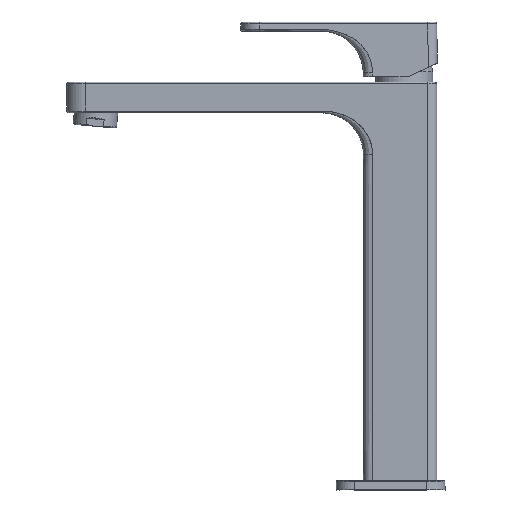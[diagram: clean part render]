
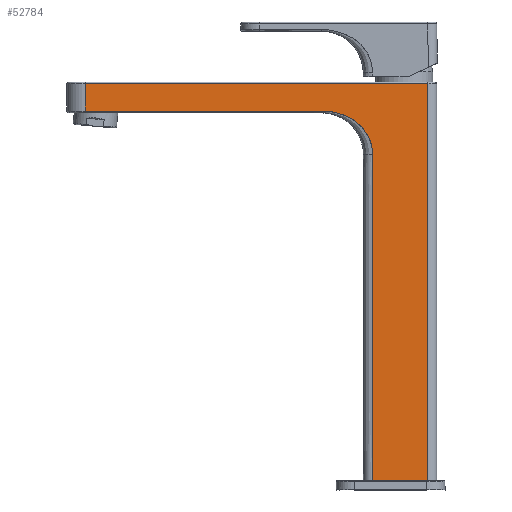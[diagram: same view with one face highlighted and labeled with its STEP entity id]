
A CAD part, left-side view. The second image highlights one B-rep face of the part: STEP entity #52784.
In plain terms, the highlighted planar face has unit normal (1, 0, 0).
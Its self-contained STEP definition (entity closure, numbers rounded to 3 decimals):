
#52709=CARTESIAN_POINT('Axis2P3D Location',(-18.,0.,0.)) ;
#52714=CARTESIAN_POINT('Line Origine',(-18.,17.5,90.)) ;
#52718=CARTESIAN_POINT('Vertex',(-18.,17.5,0.)) ;
#52720=CARTESIAN_POINT('Vertex',(-18.,17.5,180.)) ;
#52724=CARTESIAN_POINT('Control Point',(-18.,17.5,180.)) ;
#52725=CARTESIAN_POINT('Control Point',(-18.,17.499,181.983)) ;
#52726=CARTESIAN_POINT('Control Point',(-18.,17.679,184.013)) ;
#52727=CARTESIAN_POINT('Control Point',(-18.,18.135,186.042)) ;
#52728=CARTESIAN_POINT('Control Point',(-18.,19.564,190.006)) ;
#52729=CARTESIAN_POINT('Control Point',(-18.,21.913,193.555)) ;
#52730=CARTESIAN_POINT('Control Point',(-18.,23.306,195.202)) ;
#52731=CARTESIAN_POINT('Control Point',(-18.,26.6,198.318)) ;
#52732=CARTESIAN_POINT('Control Point',(-18.,30.47,200.62)) ;
#52733=CARTESIAN_POINT('Control Point',(-18.,32.619,201.595)) ;
#52734=CARTESIAN_POINT('Control Point',(-18.,36.513,202.919)) ;
#52735=CARTESIAN_POINT('Control Point',(-18.,40.452,203.642)) ;
#52736=CARTESIAN_POINT('Control Point',(-18.,42.149,203.857)) ;
#52737=CARTESIAN_POINT('Control Point',(-18.,43.839,204.)) ;
#52738=CARTESIAN_POINT('Control Point',(-18.,45.5,204.)) ;
#52739=CARTESIAN_POINT('Vertex',(-18.,45.5,204.)) ;
#52742=CARTESIAN_POINT('Line Origine',(-18.,110.75,204.)) ;
#52746=CARTESIAN_POINT('Vertex',(-18.,176.,204.)) ;
#52749=CARTESIAN_POINT('Line Origine',(-18.,176.,211.5)) ;
#52753=CARTESIAN_POINT('Vertex',(-18.,176.,219.)) ;
#52756=CARTESIAN_POINT('Line Origine',(-18.,81.5,219.)) ;
#52760=CARTESIAN_POINT('Vertex',(-18.,-13.,219.)) ;
#52763=CARTESIAN_POINT('Line Origine',(-18.,-13.,109.5)) ;
#52767=CARTESIAN_POINT('Vertex',(-18.,-13.,0.)) ;
#52770=CARTESIAN_POINT('Line Origine',(-18.,2.25,0.)) ;
#52716=VECTOR('Line Direction',#52715,1.) ;
#52744=VECTOR('Line Direction',#52743,1.) ;
#52751=VECTOR('Line Direction',#52750,1.) ;
#52758=VECTOR('Line Direction',#52757,1.) ;
#52765=VECTOR('Line Direction',#52764,1.) ;
#52772=VECTOR('Line Direction',#52771,1.) ;
#52710=DIRECTION('Axis2P3D Direction',(1.,0.,0.)) ;
#52711=DIRECTION('Axis2P3D XDirection',(0.,1.,0.)) ;
#52715=DIRECTION('Vector Direction',(0.,0.,1.)) ;
#52743=DIRECTION('Vector Direction',(0.,1.,0.)) ;
#52750=DIRECTION('Vector Direction',(0.,0.,1.)) ;
#52757=DIRECTION('Vector Direction',(0.,-1.,0.)) ;
#52764=DIRECTION('Vector Direction',(0.,0.,-1.)) ;
#52771=DIRECTION('Vector Direction',(0.,1.,0.)) ;
#52712=AXIS2_PLACEMENT_3D('Plane Axis2P3D',#52709,#52710,#52711) ;
#52717=LINE('Line',#52714,#52716) ;
#52745=LINE('Line',#52742,#52744) ;
#52752=LINE('Line',#52749,#52751) ;
#52759=LINE('Line',#52756,#52758) ;
#52766=LINE('Line',#52763,#52765) ;
#52773=LINE('Line',#52770,#52772) ;
#52713=PLANE('',#52712) ;
#52722=EDGE_CURVE('',#52719,#52721,#52717,.T.) ;
#52741=EDGE_CURVE('',#52721,#52740,#52723,.T.) ;
#52748=EDGE_CURVE('',#52740,#52747,#52745,.T.) ;
#52755=EDGE_CURVE('',#52747,#52754,#52752,.T.) ;
#52762=EDGE_CURVE('',#52754,#52761,#52759,.T.) ;
#52769=EDGE_CURVE('',#52761,#52768,#52766,.T.) ;
#52774=EDGE_CURVE('',#52768,#52719,#52773,.T.) ;
#52776=ORIENTED_EDGE('',*,*,#52722,.T.) ;
#52777=ORIENTED_EDGE('',*,*,#52741,.T.) ;
#52778=ORIENTED_EDGE('',*,*,#52748,.T.) ;
#52779=ORIENTED_EDGE('',*,*,#52755,.T.) ;
#52780=ORIENTED_EDGE('',*,*,#52762,.T.) ;
#52781=ORIENTED_EDGE('',*,*,#52769,.T.) ;
#52782=ORIENTED_EDGE('',*,*,#52774,.T.) ;
#52775=EDGE_LOOP('',(#52776,#52777,#52778,#52779,#52780,#52781,#52782)) ;
#52719=VERTEX_POINT('',#52718) ;
#52721=VERTEX_POINT('',#52720) ;
#52740=VERTEX_POINT('',#52739) ;
#52747=VERTEX_POINT('',#52746) ;
#52754=VERTEX_POINT('',#52753) ;
#52761=VERTEX_POINT('',#52760) ;
#52768=VERTEX_POINT('',#52767) ;
#52784=ADVANCED_FACE('PartBody',(#52783),#52713,.T.) ;
#52723=B_SPLINE_CURVE_WITH_KNOTS('',5,(#52724,#52725,#52726,#52727,#52728,#52729,#52730,#52731,#52732,#52733,#52734,#52735,#52736,#52737,#52738),.UNSPECIFIED.,.F.,.U.,(6,3,3,3,6),(0.,14.408,29.134,45.541,58.192),.UNSPECIFIED.) ;
#52783=FACE_OUTER_BOUND('',#52775,.T.) ;
